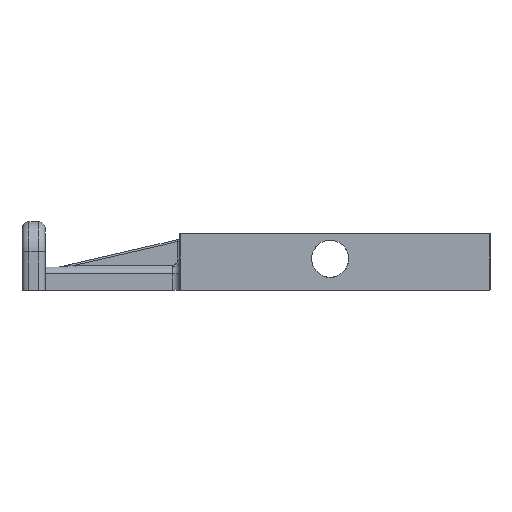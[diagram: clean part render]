
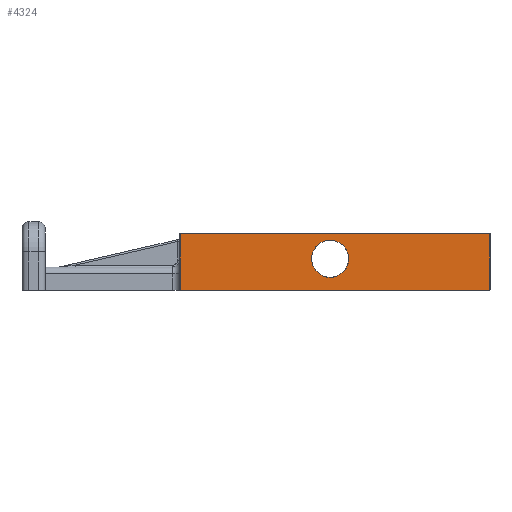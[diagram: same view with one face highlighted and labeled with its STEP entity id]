
A CAD part, left-side view. The second image highlights one B-rep face of the part: STEP entity #4324.
In plain terms, the highlighted planar face has unit normal (-1, 0, 0).
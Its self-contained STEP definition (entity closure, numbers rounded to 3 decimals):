
#200 = LINE ( 'NONE', #3074, #6568 ) ;
#492 = ORIENTED_EDGE ( 'NONE', *, *, #1463, .T. ) ;
#906 = CARTESIAN_POINT ( 'NONE',  ( -80., -5., 11.55 ) ) ;
#1140 = DIRECTION ( 'NONE',  ( 0., 0., 1. ) ) ;
#1463 = EDGE_CURVE ( 'NONE', #10850, #6492, #7305, .T. ) ;
#1623 = CARTESIAN_POINT ( 'NONE',  ( -80., 60., -2. ) ) ;
#1717 = EDGE_CURVE ( 'NONE', #4823, #4742, #9645, .T. ) ;
#1847 = DIRECTION ( 'NONE',  ( 1., 0., 0. ) ) ;
#2170 = CARTESIAN_POINT ( 'NONE',  ( -80., 59.8, -2. ) ) ;
#2390 = CARTESIAN_POINT ( 'NONE',  ( -80., 59.8, 22.3 ) ) ;
#2467 = EDGE_LOOP ( 'NONE', ( #8506, #4047, #9553, #8377 ) ) ;
#2737 = CARTESIAN_POINT ( 'NONE',  ( -80., 59.8, 5. ) ) ;
#2876 = DIRECTION ( 'NONE',  ( 0., 0., -1. ) ) ;
#3074 = CARTESIAN_POINT ( 'NONE',  ( -80., -73.8, 5. ) ) ;
#3193 = VECTOR ( 'NONE', #10528, 1000. ) ;
#3328 = DIRECTION ( 'NONE',  ( 0., 0., -1. ) ) ;
#3385 = CARTESIAN_POINT ( 'NONE',  ( -80., -5., 11.55 ) ) ;
#3807 = VECTOR ( 'NONE', #5175, 1000. ) ;
#4047 = ORIENTED_EDGE ( 'NONE', *, *, #4987, .T. ) ;
#4083 = VERTEX_POINT ( 'NONE', #4584 ) ;
#4123 = CARTESIAN_POINT ( 'NONE',  ( -80., -5., 3.55 ) ) ;
#4324 = ADVANCED_FACE ( 'NONE', ( #4910, #7534 ), #9340, .F. ) ;
#4420 = EDGE_CURVE ( 'NONE', #6492, #10850, #7098, .T. ) ;
#4584 = CARTESIAN_POINT ( 'NONE',  ( -80., -73.8, -2. ) ) ;
#4742 = VERTEX_POINT ( 'NONE', #2390 ) ;
#4823 = VERTEX_POINT ( 'NONE', #9726 ) ;
#4910 = FACE_BOUND ( 'NONE', #10096, .T. ) ;
#4987 = EDGE_CURVE ( 'NONE', #4742, #9294, #8903, .T. ) ;
#5175 = DIRECTION ( 'NONE',  ( 0., 1., 0. ) ) ;
#5519 = DIRECTION ( 'NONE',  ( 0., 0., -1. ) ) ;
#6014 = AXIS2_PLACEMENT_3D ( 'NONE', #906, #1847, #5519 ) ;
#6071 = DIRECTION ( 'NONE',  ( 1., 0., 0. ) ) ;
#6283 = DIRECTION ( 'NONE',  ( 0., 0., -1. ) ) ;
#6344 = CARTESIAN_POINT ( 'NONE',  ( -80., -5., 19.55 ) ) ;
#6492 = VERTEX_POINT ( 'NONE', #4123 ) ;
#6568 = VECTOR ( 'NONE', #1140, 1000. ) ;
#7098 = CIRCLE ( 'NONE', #9523, 8. ) ;
#7305 = CIRCLE ( 'NONE', #6014, 8. ) ;
#7534 = FACE_OUTER_BOUND ( 'NONE', #2467, .T. ) ;
#7691 = EDGE_CURVE ( 'NONE', #4083, #4823, #200, .T. ) ;
#8377 = ORIENTED_EDGE ( 'NONE', *, *, #7691, .T. ) ;
#8464 = CARTESIAN_POINT ( 'NONE',  ( -80., -74., 5. ) ) ;
#8506 = ORIENTED_EDGE ( 'NONE', *, *, #1717, .T. ) ;
#8679 = LINE ( 'NONE', #1623, #3807 ) ;
#8903 = LINE ( 'NONE', #2737, #10783 ) ;
#9294 = VERTEX_POINT ( 'NONE', #2170 ) ;
#9340 = PLANE ( 'NONE',  #10460 ) ;
#9355 = ORIENTED_EDGE ( 'NONE', *, *, #4420, .T. ) ;
#9523 = AXIS2_PLACEMENT_3D ( 'NONE', #3385, #6071, #3328 ) ;
#9553 = ORIENTED_EDGE ( 'NONE', *, *, #10713, .F. ) ;
#9645 = LINE ( 'NONE', #10300, #3193 ) ;
#9726 = CARTESIAN_POINT ( 'NONE',  ( -80., -73.8, 22.3 ) ) ;
#10096 = EDGE_LOOP ( 'NONE', ( #9355, #492 ) ) ;
#10300 = CARTESIAN_POINT ( 'NONE',  ( -80., 60., 22.3 ) ) ;
#10460 = AXIS2_PLACEMENT_3D ( 'NONE', #8464, #11101, #2876 ) ;
#10528 = DIRECTION ( 'NONE',  ( 0., 1., 0. ) ) ;
#10713 = EDGE_CURVE ( 'NONE', #4083, #9294, #8679, .T. ) ;
#10783 = VECTOR ( 'NONE', #6283, 1000. ) ;
#10850 = VERTEX_POINT ( 'NONE', #6344 ) ;
#11101 = DIRECTION ( 'NONE',  ( 1., 0., 0. ) ) ;
